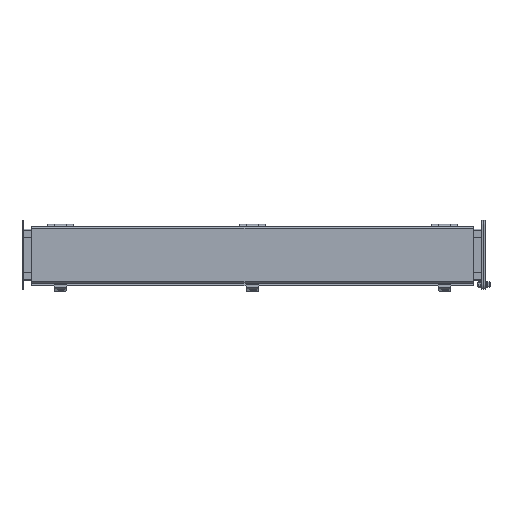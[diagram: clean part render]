
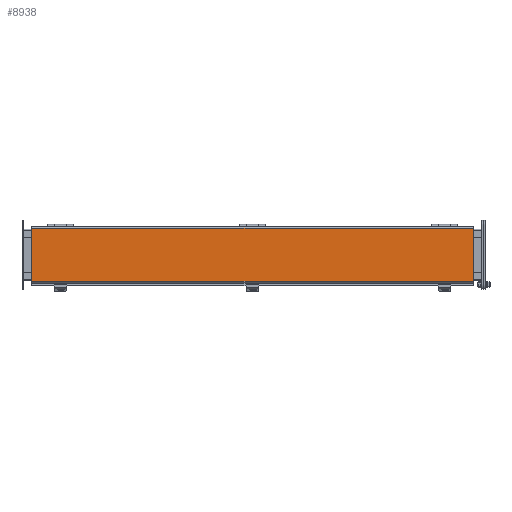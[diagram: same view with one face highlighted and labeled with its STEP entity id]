
A CAD part, top view. The second image highlights one B-rep face of the part: STEP entity #8938.
In plain terms, the highlighted planar face has unit normal (0, 0, 1).
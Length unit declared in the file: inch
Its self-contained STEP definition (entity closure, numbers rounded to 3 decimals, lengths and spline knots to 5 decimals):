
#1220 = CARTESIAN_POINT ( 'NONE',  ( -17.234, -2.18743, 4.172 ) ) ;
#1565 = DIRECTION ( 'NONE',  ( 0., 0., 1. ) ) ;
#2585 = CARTESIAN_POINT ( 'NONE',  ( -17.234, 2.07957, 4.172 ) ) ;
#3167 = PLANE ( 'NONE',  #12539 ) ;
#3576 = DIRECTION ( 'NONE',  ( 0., -1., 0. ) ) ;
#3578 = VECTOR ( 'NONE', #4401, 39.37008 ) ;
#4326 = CARTESIAN_POINT ( 'NONE',  ( 17.234, 2.07957, 4.172 ) ) ;
#4401 = DIRECTION ( 'NONE',  ( -1., 0., 0. ) ) ;
#4556 = LINE ( 'NONE', #10265, #13059 ) ;
#4888 = FACE_OUTER_BOUND ( 'NONE', #10689, .T. ) ;
#7047 = CARTESIAN_POINT ( 'NONE',  ( -17.234, -2.07943, 4.172 ) ) ;
#7676 = ORIENTED_EDGE ( 'NONE', *, *, #20403, .T. ) ;
#7825 = CARTESIAN_POINT ( 'NONE',  ( -17.234, 2.07957, 4.172 ) ) ;
#7863 = EDGE_CURVE ( 'NONE', #11390, #14578, #19837, .T. ) ;
#8865 = VERTEX_POINT ( 'NONE', #4326 ) ;
#8938 = ADVANCED_FACE ( 'NONE', ( #4888 ), #3167, .T. ) ;
#9646 = CARTESIAN_POINT ( 'NONE',  ( 17.234, -2.07943, 4.172 ) ) ;
#9755 = ORIENTED_EDGE ( 'NONE', *, *, #7863, .T. ) ;
#10265 = CARTESIAN_POINT ( 'NONE',  ( 17.234, -2.18743, 4.172 ) ) ;
#10689 = EDGE_LOOP ( 'NONE', ( #10998, #9755, #12559, #7676 ) ) ;
#10998 = ORIENTED_EDGE ( 'NONE', *, *, #14789, .T. ) ;
#11390 = VERTEX_POINT ( 'NONE', #15282 ) ;
#12539 = AXIS2_PLACEMENT_3D ( 'NONE', #1220, #1565, #22502 ) ;
#12559 = ORIENTED_EDGE ( 'NONE', *, *, #21978, .T. ) ;
#13059 = VECTOR ( 'NONE', #17247, 39.37008 ) ;
#13912 = DIRECTION ( 'NONE',  ( 1., 0., 0. ) ) ;
#14578 = VERTEX_POINT ( 'NONE', #9646 ) ;
#14789 = EDGE_CURVE ( 'NONE', #17877, #11390, #17409, .T. ) ;
#15282 = CARTESIAN_POINT ( 'NONE',  ( -17.234, -2.07943, 4.172 ) ) ;
#17247 = DIRECTION ( 'NONE',  ( 0., 1., 0. ) ) ;
#17409 = LINE ( 'NONE', #20856, #20119 ) ;
#17877 = VERTEX_POINT ( 'NONE', #2585 ) ;
#18772 = VECTOR ( 'NONE', #13912, 39.37008 ) ;
#19837 = LINE ( 'NONE', #7047, #18772 ) ;
#20119 = VECTOR ( 'NONE', #3576, 39.37008 ) ;
#20403 = EDGE_CURVE ( 'NONE', #8865, #17877, #21794, .T. ) ;
#20856 = CARTESIAN_POINT ( 'NONE',  ( -17.234, -2.18743, 4.172 ) ) ;
#21794 = LINE ( 'NONE', #7825, #3578 ) ;
#21978 = EDGE_CURVE ( 'NONE', #14578, #8865, #4556, .T. ) ;
#22502 = DIRECTION ( 'NONE',  ( 1., 0., 0. ) ) ;
